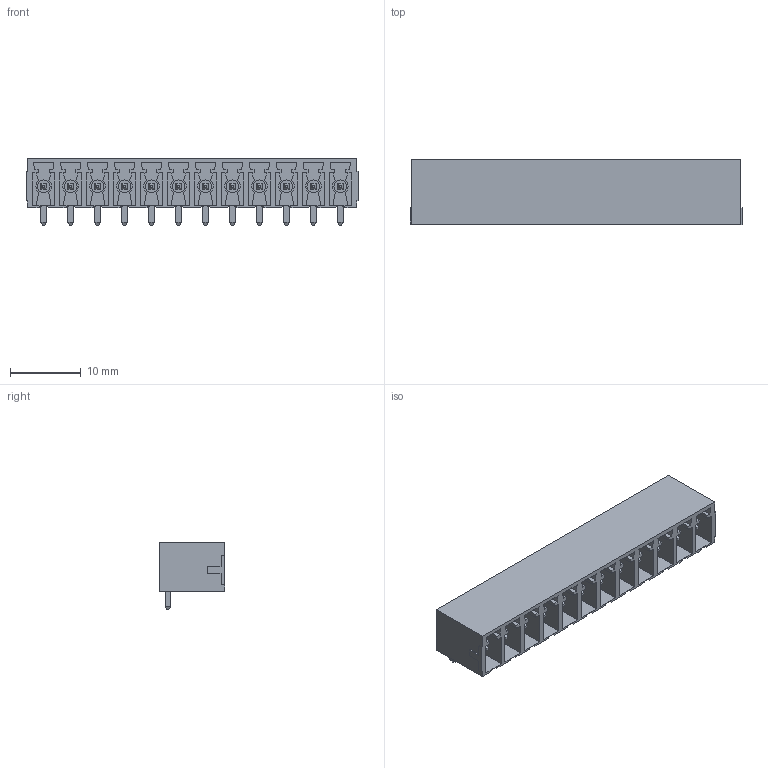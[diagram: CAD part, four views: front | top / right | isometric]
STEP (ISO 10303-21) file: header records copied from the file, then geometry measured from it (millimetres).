
FILE_DESCRIPTION(/* description */ ('Unknown'),/* implementation_level */ '2;1');
FILE_NAME(/* name */ '691701340012B',/* time_stamp */ '2023-12-14T11:06:20+01:00',/* author */ ('Unknown'),/* organization */ ('Unknown'),/* preprocessor_version */ 'ST-DEVELOPER v18.102',/* originating_system */ 'Solid Edge',/* authorisation */ 'Unknown');
FILE_SCHEMA (('AUTOMOTIVE_DESIGN {1 0 10303 214 3 1 1}'));
Length unit declared in the file: millimetre
Products named in the file (3): 6917013400xxB; 691701340012B; 6917013400xxB_Pin
Assembly tree (13 placements, depth 2):
  6917013400xxB
    691701340012B
    6917013400xxB_Pin  x12
Bounding box: 46.91 x 9.2 x 9.61 mm (x, y, z)
Volume: 1564.8 mm3; surface area: 4075.6 mm2
Topology: 13 solids, 13 shells, 874 faces, 2436 edges, 1576 vertices
Faces by surface type: plane 790, cylinder 84
Full cylindrical faces by diameter (mm): 1.25 x12, 1.8 x12
Entity records: 22124 total; most frequent: CARTESIAN_POINT 3926, ORIENTED_EDGE 3896, DIRECTION 3488, EDGE_CURVE 1948, LINE 1788, VECTOR 1788, VERTEX_POINT 1288, AXIS2_PLACEMENT_3D 850
